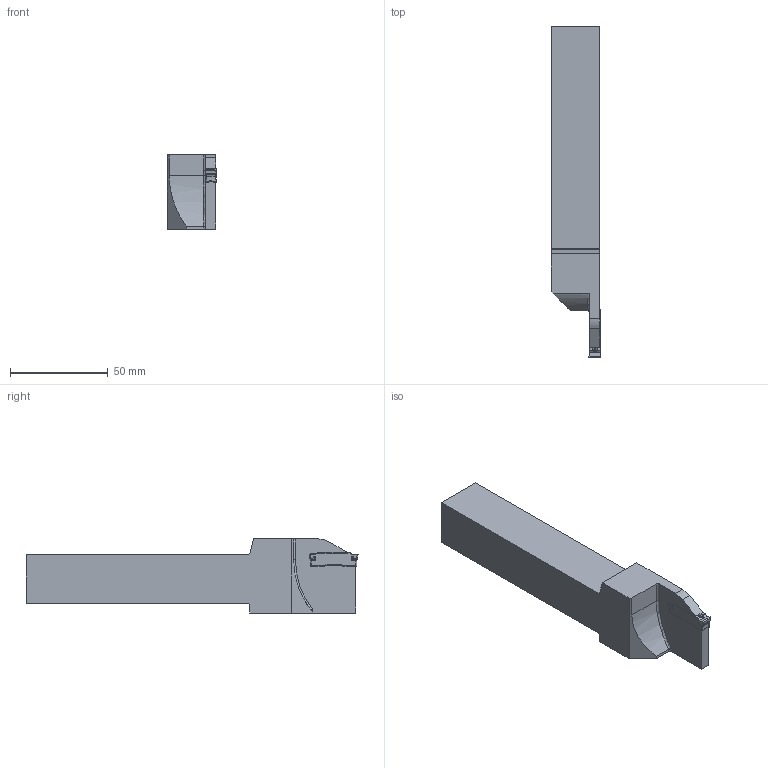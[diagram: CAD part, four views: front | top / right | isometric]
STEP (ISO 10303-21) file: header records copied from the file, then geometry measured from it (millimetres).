
FILE_DESCRIPTION(/* description */ (''),/* implementation_level */ '2;1');
FILE_NAME(/* name */ 'GL6-S2525PFR-32-100_sim.stp',/* time_stamp */ '2021-08-23T14:46:04+02:00',/* author */ (''),/* organization */ (''),/* preprocessor_version */ 'ST-DEVELOPER v16.7',/* originating_system */ 'SIEMENS PLM Software NX 12.0',/* authorisation */ '');
FILE_SCHEMA (('AUTOMOTIVE_DESIGN { 1 0 10303 214 3 1 1 1 }'));
Length unit declared in the file: millimetre
Products named in the file (1): hc7252E45B80ahyn
Bounding box: 25.3 x 170.06 x 38 mm (x, y, z)
Volume: 99423.1 mm3; surface area: 19265.9 mm2
Topology: 2 solids, 2 shells, 306 faces, 753 edges, 442 vertices
Faces by surface type: bspline 154, plane 66, cylinder 64, extrusion 16, sphere 5, torus 1
Entity records: 11320 total; most frequent: CARTESIAN_POINT 5444, ORIENTED_EDGE 1484, DIRECTION 815, EDGE_CURVE 742, VERTEX_POINT 440, B_SPLINE_CURVE_WITH_KNOTS 359, ADVANCED_FACE 306, FACE_OUTER_BOUND 306
